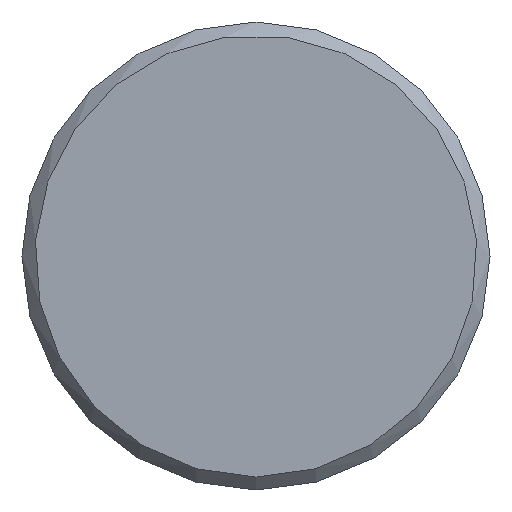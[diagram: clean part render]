
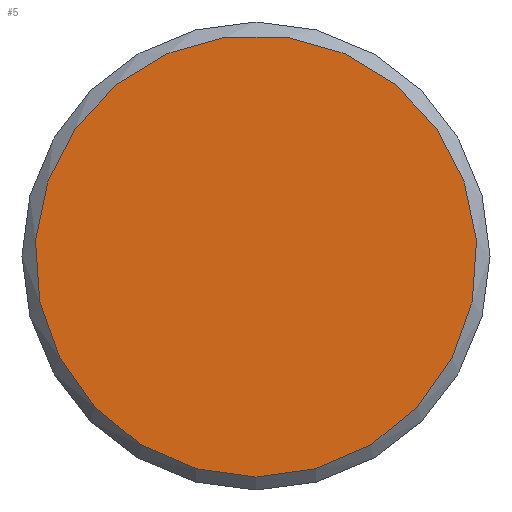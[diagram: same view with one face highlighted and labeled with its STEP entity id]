
A CAD part, left-side view. The second image highlights one B-rep face of the part: STEP entity #5.
In plain terms, the highlighted planar face has unit normal (-1, 0, 0).
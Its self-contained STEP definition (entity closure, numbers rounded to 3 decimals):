
#5 = ADVANCED_FACE ( 'NONE', ( #65 ), #114, .F. ) ;
#12 = EDGE_CURVE ( 'NONE', #166, #166, #42, .T. ) ;
#14 = AXIS2_PLACEMENT_3D ( 'NONE', #175, #146, #128 ) ;
#17 = AXIS2_PLACEMENT_3D ( 'NONE', #135, #131, #132 ) ;
#42 = CIRCLE ( 'NONE', #14, 8.5 ) ;
#62 = EDGE_LOOP ( 'NONE', ( #71 ) ) ;
#65 = FACE_OUTER_BOUND ( 'NONE', #62, .T. ) ;
#71 = ORIENTED_EDGE ( 'NONE', *, *, #12, .T. ) ;
#114 = PLANE ( 'NONE',  #17 ) ;
#128 = DIRECTION ( 'NONE',  ( 0., 0., -1. ) ) ;
#131 = DIRECTION ( 'NONE',  ( 1., 0., 0. ) ) ;
#132 = DIRECTION ( 'NONE',  ( 0., 0., -1. ) ) ;
#135 = CARTESIAN_POINT ( 'NONE',  ( -3000., 0., 0. ) ) ;
#146 = DIRECTION ( 'NONE',  ( -1., 0., 0. ) ) ;
#157 = CARTESIAN_POINT ( 'NONE',  ( -3000., 0., -8.5 ) ) ;
#166 = VERTEX_POINT ( 'NONE', #157 ) ;
#175 = CARTESIAN_POINT ( 'NONE',  ( -3000., 0., 0. ) ) ;
